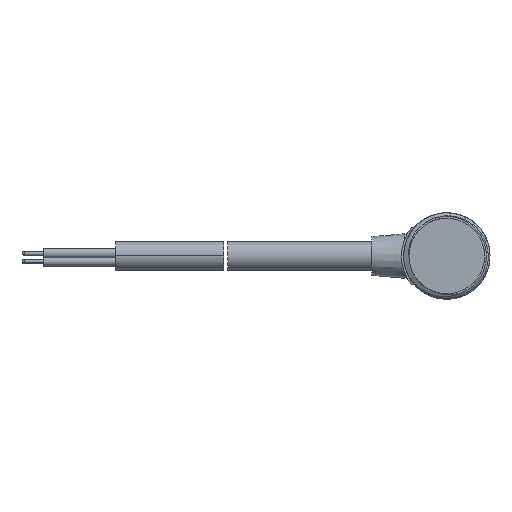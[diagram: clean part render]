
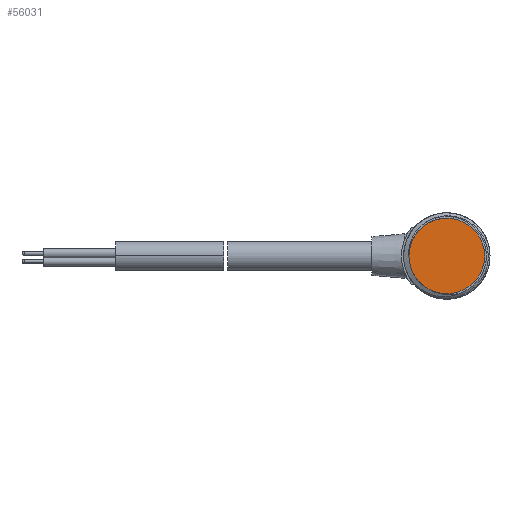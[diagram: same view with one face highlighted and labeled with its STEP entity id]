
A CAD part, front view. The second image highlights one B-rep face of the part: STEP entity #56031.
In plain terms, the highlighted planar face has unit normal (0, -1, 0).
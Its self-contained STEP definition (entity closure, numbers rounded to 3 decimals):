
#35513 = CYLINDRICAL_SURFACE('',#35514,5.25);
#35514 = AXIS2_PLACEMENT_3D('',#35515,#35516,#35517);
#35515 = CARTESIAN_POINT('',(0.,0.,0.));
#35516 = DIRECTION('',(0.,-1.,0.));
#35517 = DIRECTION('',(0.,0.,-1.));
#55660 = CYLINDRICAL_SURFACE('',#55661,5.25);
#55661 = AXIS2_PLACEMENT_3D('',#55662,#55663,#55664);
#55662 = CARTESIAN_POINT('',(0.,0.,0.));
#55663 = DIRECTION('',(0.,-1.,0.));
#55664 = DIRECTION('',(0.,0.,-1.));
#55797 = VERTEX_POINT('',#55798);
#55798 = CARTESIAN_POINT('',(0.,-0.4,5.25));
#55863 = EDGE_CURVE('',#55864,#55797,#55866,.T.);
#55864 = VERTEX_POINT('',#55865);
#55865 = CARTESIAN_POINT('',(0.,-0.4,-5.25));
#55866 = SURFACE_CURVE('',#55867,(#55872,#55901),.PCURVE_S1.);
#55867 = CIRCLE('',#55868,5.25);
#55868 = AXIS2_PLACEMENT_3D('',#55869,#55870,#55871);
#55869 = CARTESIAN_POINT('',(0.,-0.4,0.));
#55870 = DIRECTION('',(0.,-1.,0.));
#55871 = DIRECTION('',(0.,0.,-1.));
#55872 = PCURVE('',#55660,#55873);
#55873 = DEFINITIONAL_REPRESENTATION('',(#55874),#55900);
#55874 = B_SPLINE_CURVE_WITH_KNOTS('',3,(#55875,#55876,#55877,#55878,
    #55879,#55880,#55881,#55882,#55883,#55884,#55885,#55886,#55887,
    #55888,#55889,#55890,#55891,#55892,#55893,#55894,#55895,#55896,
    #55897,#55898,#55899),.UNSPECIFIED.,.F.,.F.,(4,1,1,1,1,1,1,1,1,1,1,1
    ,1,1,1,1,1,1,1,1,1,1,4),(0.,0.143,0.286,
    0.428,0.571,0.714,0.857,
    1.,1.142,1.285,1.428,
    1.571,1.714,1.856,1.999,
    2.142,2.285,2.428,2.57,
    2.713,2.856,2.999,3.142),
  .QUASI_UNIFORM_KNOTS.);
#55875 = CARTESIAN_POINT('',(0.,0.4));
#55876 = CARTESIAN_POINT('',(0.048,0.4));
#55877 = CARTESIAN_POINT('',(0.143,0.4));
#55878 = CARTESIAN_POINT('',(0.286,0.4));
#55879 = CARTESIAN_POINT('',(0.428,0.4));
#55880 = CARTESIAN_POINT('',(0.571,0.4));
#55881 = CARTESIAN_POINT('',(0.714,0.4));
#55882 = CARTESIAN_POINT('',(0.857,0.4));
#55883 = CARTESIAN_POINT('',(1.,0.4));
#55884 = CARTESIAN_POINT('',(1.142,0.4));
#55885 = CARTESIAN_POINT('',(1.285,0.4));
#55886 = CARTESIAN_POINT('',(1.428,0.4));
#55887 = CARTESIAN_POINT('',(1.571,0.4));
#55888 = CARTESIAN_POINT('',(1.714,0.4));
#55889 = CARTESIAN_POINT('',(1.856,0.4));
#55890 = CARTESIAN_POINT('',(1.999,0.4));
#55891 = CARTESIAN_POINT('',(2.142,0.4));
#55892 = CARTESIAN_POINT('',(2.285,0.4));
#55893 = CARTESIAN_POINT('',(2.428,0.4));
#55894 = CARTESIAN_POINT('',(2.57,0.4));
#55895 = CARTESIAN_POINT('',(2.713,0.4));
#55896 = CARTESIAN_POINT('',(2.856,0.4));
#55897 = CARTESIAN_POINT('',(2.999,0.4));
#55898 = CARTESIAN_POINT('',(3.094,0.4));
#55899 = CARTESIAN_POINT('',(3.142,0.4));
#55900 = ( GEOMETRIC_REPRESENTATION_CONTEXT(2) 
PARAMETRIC_REPRESENTATION_CONTEXT() REPRESENTATION_CONTEXT('2D SPACE',''
  ) );
#55901 = PCURVE('',#55902,#55907);
#55902 = PLANE('',#55903);
#55903 = AXIS2_PLACEMENT_3D('',#55904,#55905,#55906);
#55904 = CARTESIAN_POINT('',(0.,-0.4,0.));
#55905 = DIRECTION('',(0.,-1.,0.));
#55906 = DIRECTION('',(0.,0.,-1.));
#55907 = DEFINITIONAL_REPRESENTATION('',(#55908),#55912);
#55908 = CIRCLE('',#55909,5.25);
#55909 = AXIS2_PLACEMENT_2D('',#55910,#55911);
#55910 = CARTESIAN_POINT('',(0.,0.));
#55911 = DIRECTION('',(1.,0.));
#55912 = ( GEOMETRIC_REPRESENTATION_CONTEXT(2) 
PARAMETRIC_REPRESENTATION_CONTEXT() REPRESENTATION_CONTEXT('2D SPACE',''
  ) );
#55986 = EDGE_CURVE('',#55797,#55864,#55987,.T.);
#55987 = SURFACE_CURVE('',#55988,(#55993,#56022),.PCURVE_S1.);
#55988 = CIRCLE('',#55989,5.25);
#55989 = AXIS2_PLACEMENT_3D('',#55990,#55991,#55992);
#55990 = CARTESIAN_POINT('',(0.,-0.4,0.));
#55991 = DIRECTION('',(0.,-1.,0.));
#55992 = DIRECTION('',(0.,0.,1.));
#55993 = PCURVE('',#35513,#55994);
#55994 = DEFINITIONAL_REPRESENTATION('',(#55995),#56021);
#55995 = B_SPLINE_CURVE_WITH_KNOTS('',3,(#55996,#55997,#55998,#55999,
    #56000,#56001,#56002,#56003,#56004,#56005,#56006,#56007,#56008,
    #56009,#56010,#56011,#56012,#56013,#56014,#56015,#56016,#56017,
    #56018,#56019,#56020),.UNSPECIFIED.,.F.,.F.,(4,1,1,1,1,1,1,1,1,1,1,1
    ,1,1,1,1,1,1,1,1,1,1,4),(0.,0.143,0.286,
    0.428,0.571,0.714,0.857,
    1.,1.142,1.285,1.428,
    1.571,1.714,1.856,1.999,
    2.142,2.285,2.428,2.57,
    2.713,2.856,2.999,3.142),
  .QUASI_UNIFORM_KNOTS.);
#55996 = CARTESIAN_POINT('',(3.142,0.4));
#55997 = CARTESIAN_POINT('',(3.189,0.4));
#55998 = CARTESIAN_POINT('',(3.284,0.4));
#55999 = CARTESIAN_POINT('',(3.427,0.4));
#56000 = CARTESIAN_POINT('',(3.57,0.4));
#56001 = CARTESIAN_POINT('',(3.713,0.4));
#56002 = CARTESIAN_POINT('',(3.856,0.4));
#56003 = CARTESIAN_POINT('',(3.998,0.4));
#56004 = CARTESIAN_POINT('',(4.141,0.4));
#56005 = CARTESIAN_POINT('',(4.284,0.4));
#56006 = CARTESIAN_POINT('',(4.427,0.4));
#56007 = CARTESIAN_POINT('',(4.57,0.4));
#56008 = CARTESIAN_POINT('',(4.712,0.4));
#56009 = CARTESIAN_POINT('',(4.855,0.4));
#56010 = CARTESIAN_POINT('',(4.998,0.4));
#56011 = CARTESIAN_POINT('',(5.141,0.4));
#56012 = CARTESIAN_POINT('',(5.284,0.4));
#56013 = CARTESIAN_POINT('',(5.426,0.4));
#56014 = CARTESIAN_POINT('',(5.569,0.4));
#56015 = CARTESIAN_POINT('',(5.712,0.4));
#56016 = CARTESIAN_POINT('',(5.855,0.4));
#56017 = CARTESIAN_POINT('',(5.998,0.4));
#56018 = CARTESIAN_POINT('',(6.14,0.4));
#56019 = CARTESIAN_POINT('',(6.236,0.4));
#56020 = CARTESIAN_POINT('',(6.283,0.4));
#56021 = ( GEOMETRIC_REPRESENTATION_CONTEXT(2) 
PARAMETRIC_REPRESENTATION_CONTEXT() REPRESENTATION_CONTEXT('2D SPACE',''
  ) );
#56022 = PCURVE('',#55902,#56023);
#56023 = DEFINITIONAL_REPRESENTATION('',(#56024),#56028);
#56024 = CIRCLE('',#56025,5.25);
#56025 = AXIS2_PLACEMENT_2D('',#56026,#56027);
#56026 = CARTESIAN_POINT('',(0.,0.));
#56027 = DIRECTION('',(-1.,0.));
#56028 = ( GEOMETRIC_REPRESENTATION_CONTEXT(2) 
PARAMETRIC_REPRESENTATION_CONTEXT() REPRESENTATION_CONTEXT('2D SPACE',''
  ) );
#56031 = ADVANCED_FACE('',(#56032),#55902,.T.);
#56032 = FACE_BOUND('',#56033,.F.);
#56033 = EDGE_LOOP('',(#56034,#56035));
#56034 = ORIENTED_EDGE('',*,*,#55863,.F.);
#56035 = ORIENTED_EDGE('',*,*,#55986,.F.);
